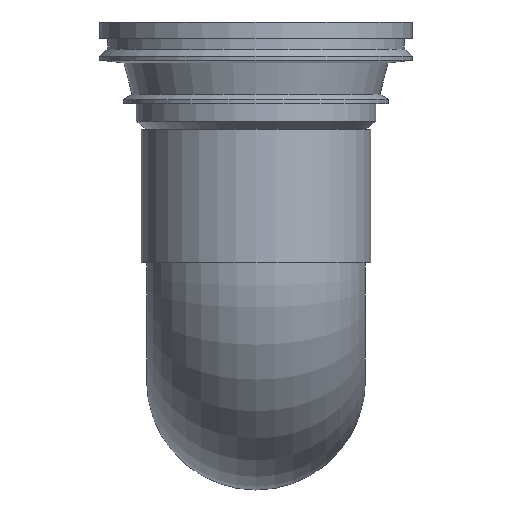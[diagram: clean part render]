
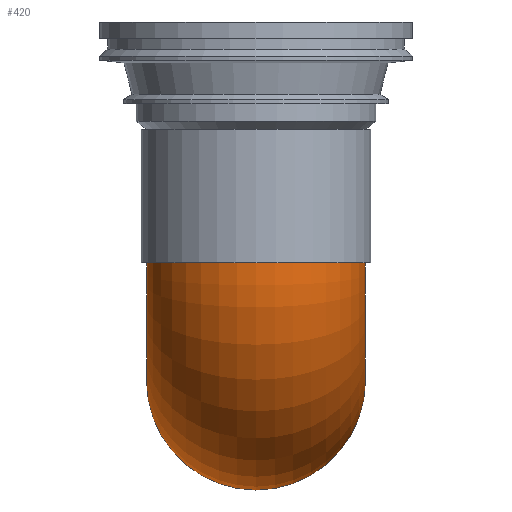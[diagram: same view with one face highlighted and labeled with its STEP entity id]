
A CAD part, left-side view. The second image highlights one B-rep face of the part: STEP entity #420.
In plain terms, the highlighted toroidal (fillet/blend) face has major radius 43.25 mm and minor radius 40.225 mm.
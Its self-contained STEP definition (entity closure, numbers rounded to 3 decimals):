
#21=TOROIDAL_SURFACE('',#503,43.25,40.225);
#105=ORIENTED_EDGE('',*,*,#151,.T.);
#106=ORIENTED_EDGE('',*,*,#149,.F.);
#149=EDGE_CURVE('',#187,#187,#223,.T.);
#151=EDGE_CURVE('',#188,#188,#225,.T.);
#187=VERTEX_POINT('',#760);
#188=VERTEX_POINT('',#765);
#223=CIRCLE('',#500,40.225);
#225=CIRCLE('',#504,40.225);
#291=EDGE_LOOP('',(#105));
#292=EDGE_LOOP('',(#106));
#363=FACE_BOUND('',#291,.T.);
#364=FACE_BOUND('',#292,.T.);
#420=ADVANCED_FACE('',(#363,#364),#21,.T.);
#500=AXIS2_PLACEMENT_3D('',#759,#638,#639);
#503=AXIS2_PLACEMENT_3D('',#763,#644,#645);
#504=AXIS2_PLACEMENT_3D('',#764,#646,#647);
#638=DIRECTION('',(0.,0.,1.));
#639=DIRECTION('',(1.,0.,0.));
#644=DIRECTION('',(0.,1.,0.));
#645=DIRECTION('',(0.,0.,1.));
#646=DIRECTION('',(-1.,0.,0.));
#647=DIRECTION('',(0.,0.,1.));
#759=CARTESIAN_POINT('',(0.,0.,-88.5));
#760=CARTESIAN_POINT('',(40.225,0.,-88.5));
#763=CARTESIAN_POINT('',(43.25,0.,-88.5));
#764=CARTESIAN_POINT('',(43.25,0.,-131.75));
#765=CARTESIAN_POINT('',(43.25,0.,-91.525));
